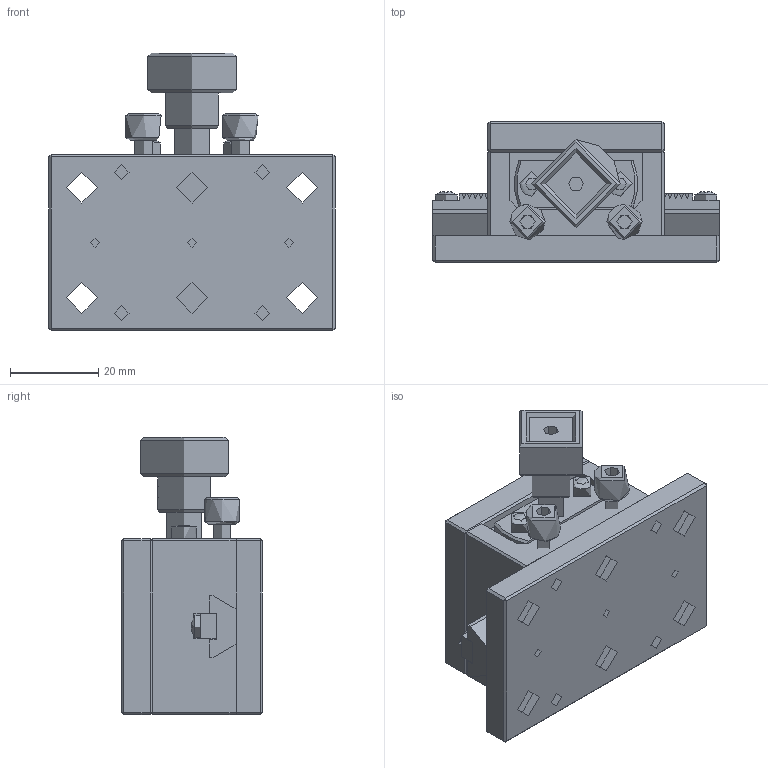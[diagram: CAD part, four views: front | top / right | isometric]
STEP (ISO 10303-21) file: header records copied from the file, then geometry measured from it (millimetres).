
FILE_DESCRIPTION (( 'STEP AP214' ), '1' );
FILE_NAME ('517303.STEP', '2024-12-31T01:56:43', ( 'Windows User' ), ( 'P R C' ), 'SwSTEP 2.0', 'SolidWorks 2020', '' );
FILE_SCHEMA (( 'AUTOMOTIVE_DESIGN' ));
Length unit declared in the file: millimetre
Products named in the file (1): 517303
Bounding box: 65 x 32 x 63 mm (x, y, z)
Topology: 0 solids, 19 shells, 469 faces, 1380 edges, 944 vertices
Faces by surface type: plane 350, cylinder 58, bspline 36, cone 25
Full cylindrical faces by diameter (mm): 2 x4, 2.05 x3, 2.5 x5, 3 x6, 3.4 x4, 4 x2, 5 x4, 5.5 x2, 6 x1, 7 x6, 8 x3, 11.5 x6, 12 x1, 20 x1
Entity records: 21395 total; most frequent: CARTESIAN_POINT 9841, ORIENTED_EDGE 2425, DIRECTION 1967, EDGE_CURVE 1295, VERTEX_POINT 932, LINE 807, VECTOR 807, EDGE_LOOP 640
